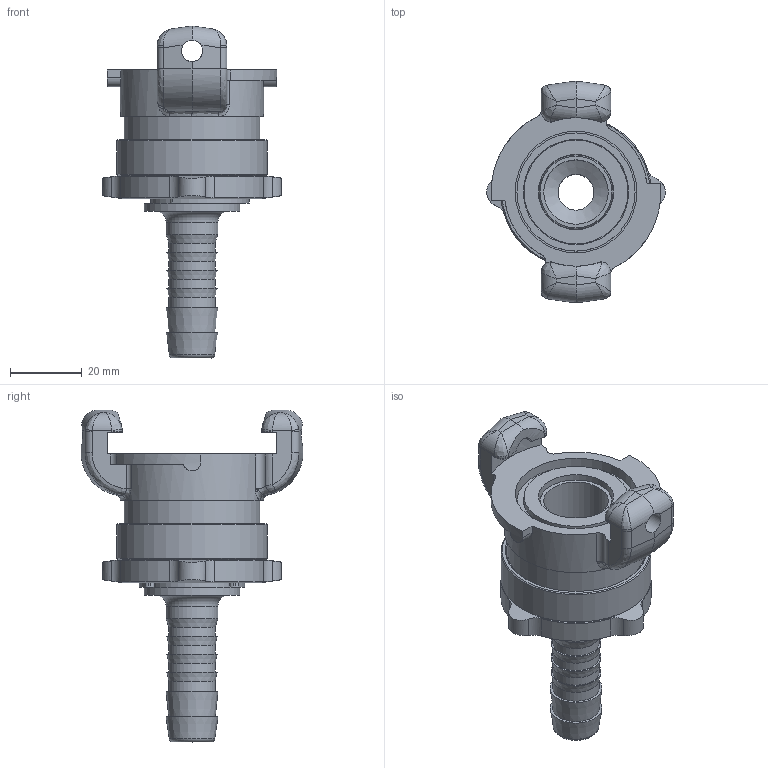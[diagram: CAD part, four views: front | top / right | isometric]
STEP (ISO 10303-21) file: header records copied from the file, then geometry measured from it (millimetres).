
FILE_DESCRIPTION(/* description */ (''),/* implementation_level */ '2;1');
FILE_NAME(/* name */ 'acs_13.stp',/* time_stamp */ '2020-04-08T13:38:39+02:00',/* author */ ('schnellinger'),/* organization */ (''),/* preprocessor_version */ 'ST-DEVELOPER v17',/* originating_system */ 'Autodesk Inventor 2018',/* authorisation */ '0 mm^3');
FILE_SCHEMA (('AUTOMOTIVE_DESIGN { 1 0 10303 214 3 1 1 }'));
Length unit declared in the file: millimetre
Products named in the file (1): LUE_00025625_Shrinkwrap_1
Bounding box: 50 x 62 x 92.78 mm (x, y, z)
Volume: 45677.4 mm3; surface area: 30559.1 mm2
Topology: 6 solids, 6 shells, 214 faces, 572 edges, 375 vertices
Faces by surface type: cylinder 98, plane 58, bspline 34, cone 20, torus 4
Full cylindrical faces by diameter (mm): 6 x2, 10 x1, 13 x4, 14.5 x1, 18 x1, 20.7 x1, 21 x1, 23 x1, 26.8 x2, 27.5 x1, 29 x2, 30 x2, 30.291 x1, 31 x1, 33 x1, 33.249 x1, 34 x1, 37.9 x1, 38 x2, 39 x1, 42 x1
Entity records: 8317 total; most frequent: CARTESIAN_POINT 2688, DIRECTION 1134, ORIENTED_EDGE 1124, EDGE_CURVE 562, AXIS2_PLACEMENT_3D 476, VERTEX_POINT 375, EDGE_LOOP 243, CIRCLE 243
